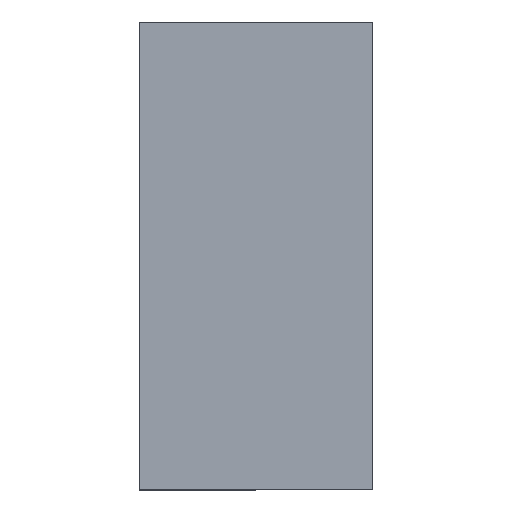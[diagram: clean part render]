
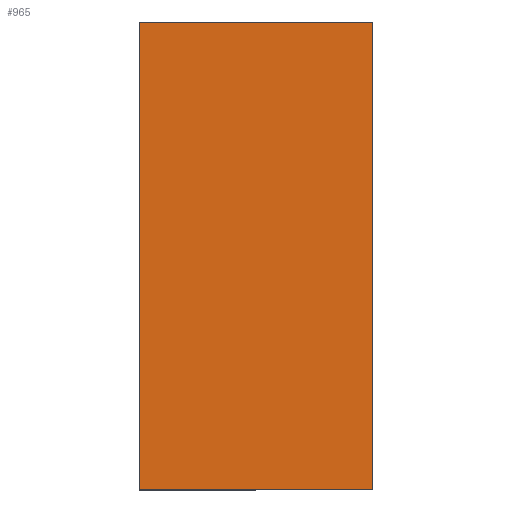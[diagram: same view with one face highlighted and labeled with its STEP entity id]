
A CAD part, top view. The second image highlights one B-rep face of the part: STEP entity #965.
In plain terms, the highlighted planar face has unit normal (0, 0, 1).
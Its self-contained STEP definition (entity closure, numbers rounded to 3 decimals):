
#90 = ORIENTED_EDGE ( 'NONE', *, *, #156, .F. ) ;
#156 = EDGE_CURVE ( 'NONE', #207, #1033, #1890, .T. ) ;
#207 = VERTEX_POINT ( 'NONE', #2021 ) ;
#309 = ORIENTED_EDGE ( 'NONE', *, *, #375, .F. ) ;
#375 = EDGE_CURVE ( 'NONE', #431, #207, #2407, .T. ) ;
#431 = VERTEX_POINT ( 'NONE', #2594 ) ;
#518 = ORIENTED_EDGE ( 'NONE', *, *, #578, .F. ) ;
#578 = EDGE_CURVE ( 'NONE', #737, #431, #2986, .T. ) ;
#712 = EDGE_CURVE ( 'NONE', #737, #1033, #3666, .T. ) ;
#737 = VERTEX_POINT ( 'NONE', #3827 ) ;
#965 = ADVANCED_FACE ( 'NONE', ( #4627 ), #4628, .T. ) ;
#998 = EDGE_LOOP ( 'NONE', ( #1045, #90, #309, #518 ) ) ;
#1033 = VERTEX_POINT ( 'NONE', #4921 ) ;
#1045 = ORIENTED_EDGE ( 'NONE', *, *, #712, .T. ) ;
#1890 = LINE ( 'NONE', #1891, #1892 ) ;
#1891 = CARTESIAN_POINT ( 'NONE',  ( -8., 16., 19. ) ) ;
#1892 = VECTOR ( 'NONE', #1893, 1000. ) ;
#1893 = DIRECTION ( 'NONE',  ( 1., 0., 0. ) ) ;
#2021 = CARTESIAN_POINT ( 'NONE',  ( -8., 16., 19. ) ) ;
#2407 = LINE ( 'NONE', #2408, #2409 ) ;
#2408 = CARTESIAN_POINT ( 'NONE',  ( -8., -16., 19. ) ) ;
#2409 = VECTOR ( 'NONE', #2410, 1000. ) ;
#2410 = DIRECTION ( 'NONE',  ( 0., 1., 0. ) ) ;
#2594 = CARTESIAN_POINT ( 'NONE',  ( -8., -16., 19. ) ) ;
#2986 = LINE ( 'NONE', #2987, #2988 ) ;
#2987 = CARTESIAN_POINT ( 'NONE',  ( 8., -16., 19. ) ) ;
#2988 = VECTOR ( 'NONE', #2989, 1000. ) ;
#2989 = DIRECTION ( 'NONE',  ( -1., 0., 0. ) ) ;
#3666 = LINE ( 'NONE', #3667, #3668 ) ;
#3667 = CARTESIAN_POINT ( 'NONE',  ( 8., 0., 19. ) ) ;
#3668 = VECTOR ( 'NONE', #3669, 1000. ) ;
#3669 = DIRECTION ( 'NONE',  ( 0., 1., 0. ) ) ;
#3827 = CARTESIAN_POINT ( 'NONE',  ( 8., -16., 19. ) ) ;
#4627 = FACE_OUTER_BOUND ( 'NONE', #998, .T. ) ;
#4628 = PLANE ( 'NONE',  #4629 ) ;
#4629 = AXIS2_PLACEMENT_3D ( 'NONE', #4630, #4631, #4632 ) ;
#4630 = CARTESIAN_POINT ( 'NONE',  ( 0., 0., 19. ) ) ;
#4631 = DIRECTION ( 'NONE',  ( 0., 0., 1. ) ) ;
#4632 = DIRECTION ( 'NONE',  ( 1., 0., 0. ) ) ;
#4921 = CARTESIAN_POINT ( 'NONE',  ( 8., 16., 19. ) ) ;
